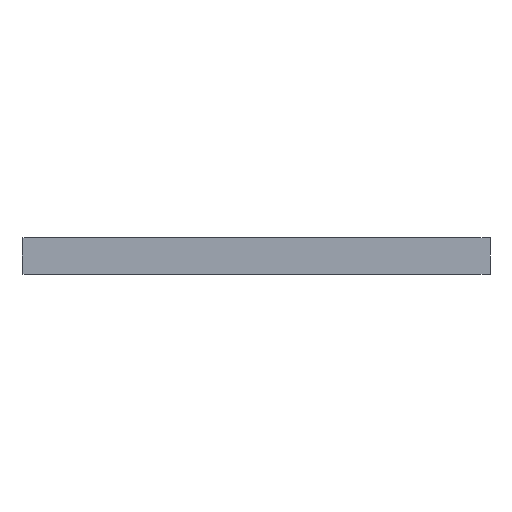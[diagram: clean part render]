
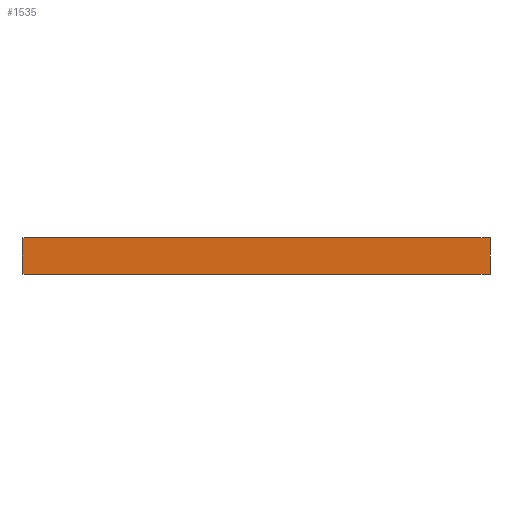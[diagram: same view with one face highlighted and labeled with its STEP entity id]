
A CAD part, front view. The second image highlights one B-rep face of the part: STEP entity #1535.
In plain terms, the highlighted planar face has unit normal (0, -1, 0).
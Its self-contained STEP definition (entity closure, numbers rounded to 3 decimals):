
#83 = PLANE('',#84);
#84 = AXIS2_PLACEMENT_3D('',#85,#86,#87);
#85 = CARTESIAN_POINT('',(148.501,-105.399,1.6));
#86 = DIRECTION('',(0.,0.,1.));
#87 = DIRECTION('',(1.,0.,-0.));
#137 = PLANE('',#138);
#138 = AXIS2_PLACEMENT_3D('',#139,#140,#141);
#139 = CARTESIAN_POINT('',(148.501,-105.399,0.));
#140 = DIRECTION('',(0.,0.,1.));
#141 = DIRECTION('',(1.,0.,-0.));
#170 = PLANE('',#171);
#171 = AXIS2_PLACEMENT_3D('',#172,#173,#174);
#172 = CARTESIAN_POINT('',(158.661,-125.324,0.));
#173 = DIRECTION('',(-1.,0.,0.));
#174 = DIRECTION('',(0.,1.,0.));
#271 = PLANE('',#272);
#272 = AXIS2_PLACEMENT_3D('',#273,#274,#275);
#273 = CARTESIAN_POINT('',(138.341,-87.224,0.));
#274 = DIRECTION('',(1.,0.,-0.));
#275 = DIRECTION('',(0.,-1.,0.));
#311 = VERTEX_POINT('',#312);
#312 = CARTESIAN_POINT('',(138.341,-125.324,0.));
#333 = EDGE_CURVE('',#311,#334,#336,.T.);
#334 = VERTEX_POINT('',#335);
#335 = CARTESIAN_POINT('',(158.661,-125.324,0.));
#336 = SURFACE_CURVE('',#337,(#341,#348),.PCURVE_S1.);
#337 = LINE('',#338,#339);
#338 = CARTESIAN_POINT('',(138.341,-125.324,0.));
#339 = VECTOR('',#340,1.);
#340 = DIRECTION('',(1.,0.,0.));
#341 = PCURVE('',#137,#342);
#342 = DEFINITIONAL_REPRESENTATION('',(#343),#347);
#343 = LINE('',#344,#345);
#344 = CARTESIAN_POINT('',(-10.16,-19.925));
#345 = VECTOR('',#346,1.);
#346 = DIRECTION('',(1.,0.));
#347 = ( GEOMETRIC_REPRESENTATION_CONTEXT(2) 
PARAMETRIC_REPRESENTATION_CONTEXT() REPRESENTATION_CONTEXT('2D SPACE',''
  ) );
#348 = PCURVE('',#349,#354);
#349 = PLANE('',#350);
#350 = AXIS2_PLACEMENT_3D('',#351,#352,#353);
#351 = CARTESIAN_POINT('',(138.341,-125.324,0.));
#352 = DIRECTION('',(0.,1.,0.));
#353 = DIRECTION('',(1.,0.,0.));
#354 = DEFINITIONAL_REPRESENTATION('',(#355),#359);
#355 = LINE('',#356,#357);
#356 = CARTESIAN_POINT('',(0.,0.));
#357 = VECTOR('',#358,1.);
#358 = DIRECTION('',(1.,0.));
#359 = ( GEOMETRIC_REPRESENTATION_CONTEXT(2) 
PARAMETRIC_REPRESENTATION_CONTEXT() REPRESENTATION_CONTEXT('2D SPACE',''
  ) );
#947 = VERTEX_POINT('',#948);
#948 = CARTESIAN_POINT('',(138.341,-125.324,1.6));
#969 = EDGE_CURVE('',#947,#970,#972,.T.);
#970 = VERTEX_POINT('',#971);
#971 = CARTESIAN_POINT('',(158.661,-125.324,1.6));
#972 = SURFACE_CURVE('',#973,(#977,#984),.PCURVE_S1.);
#973 = LINE('',#974,#975);
#974 = CARTESIAN_POINT('',(138.341,-125.324,1.6));
#975 = VECTOR('',#976,1.);
#976 = DIRECTION('',(1.,0.,0.));
#977 = PCURVE('',#83,#978);
#978 = DEFINITIONAL_REPRESENTATION('',(#979),#983);
#979 = LINE('',#980,#981);
#980 = CARTESIAN_POINT('',(-10.16,-19.925));
#981 = VECTOR('',#982,1.);
#982 = DIRECTION('',(1.,0.));
#983 = ( GEOMETRIC_REPRESENTATION_CONTEXT(2) 
PARAMETRIC_REPRESENTATION_CONTEXT() REPRESENTATION_CONTEXT('2D SPACE',''
  ) );
#984 = PCURVE('',#349,#985);
#985 = DEFINITIONAL_REPRESENTATION('',(#986),#990);
#986 = LINE('',#987,#988);
#987 = CARTESIAN_POINT('',(0.,-1.6));
#988 = VECTOR('',#989,1.);
#989 = DIRECTION('',(1.,0.));
#990 = ( GEOMETRIC_REPRESENTATION_CONTEXT(2) 
PARAMETRIC_REPRESENTATION_CONTEXT() REPRESENTATION_CONTEXT('2D SPACE',''
  ) );
#1485 = EDGE_CURVE('',#334,#970,#1486,.T.);
#1486 = SURFACE_CURVE('',#1487,(#1491,#1498),.PCURVE_S1.);
#1487 = LINE('',#1488,#1489);
#1488 = CARTESIAN_POINT('',(158.661,-125.324,0.));
#1489 = VECTOR('',#1490,1.);
#1490 = DIRECTION('',(0.,0.,1.));
#1491 = PCURVE('',#170,#1492);
#1492 = DEFINITIONAL_REPRESENTATION('',(#1493),#1497);
#1493 = LINE('',#1494,#1495);
#1494 = CARTESIAN_POINT('',(0.,0.));
#1495 = VECTOR('',#1496,1.);
#1496 = DIRECTION('',(0.,-1.));
#1497 = ( GEOMETRIC_REPRESENTATION_CONTEXT(2) 
PARAMETRIC_REPRESENTATION_CONTEXT() REPRESENTATION_CONTEXT('2D SPACE',''
  ) );
#1498 = PCURVE('',#349,#1499);
#1499 = DEFINITIONAL_REPRESENTATION('',(#1500),#1504);
#1500 = LINE('',#1501,#1502);
#1501 = CARTESIAN_POINT('',(20.32,0.));
#1502 = VECTOR('',#1503,1.);
#1503 = DIRECTION('',(0.,-1.));
#1504 = ( GEOMETRIC_REPRESENTATION_CONTEXT(2) 
PARAMETRIC_REPRESENTATION_CONTEXT() REPRESENTATION_CONTEXT('2D SPACE',''
  ) );
#1514 = EDGE_CURVE('',#311,#947,#1515,.T.);
#1515 = SURFACE_CURVE('',#1516,(#1520,#1527),.PCURVE_S1.);
#1516 = LINE('',#1517,#1518);
#1517 = CARTESIAN_POINT('',(138.341,-125.324,0.));
#1518 = VECTOR('',#1519,1.);
#1519 = DIRECTION('',(0.,0.,1.));
#1520 = PCURVE('',#271,#1521);
#1521 = DEFINITIONAL_REPRESENTATION('',(#1522),#1526);
#1522 = LINE('',#1523,#1524);
#1523 = CARTESIAN_POINT('',(38.1,0.));
#1524 = VECTOR('',#1525,1.);
#1525 = DIRECTION('',(0.,-1.));
#1526 = ( GEOMETRIC_REPRESENTATION_CONTEXT(2) 
PARAMETRIC_REPRESENTATION_CONTEXT() REPRESENTATION_CONTEXT('2D SPACE',''
  ) );
#1527 = PCURVE('',#349,#1528);
#1528 = DEFINITIONAL_REPRESENTATION('',(#1529),#1533);
#1529 = LINE('',#1530,#1531);
#1530 = CARTESIAN_POINT('',(0.,0.));
#1531 = VECTOR('',#1532,1.);
#1532 = DIRECTION('',(0.,-1.));
#1533 = ( GEOMETRIC_REPRESENTATION_CONTEXT(2) 
PARAMETRIC_REPRESENTATION_CONTEXT() REPRESENTATION_CONTEXT('2D SPACE',''
  ) );
#1535 = ADVANCED_FACE('',(#1536),#349,.F.);
#1536 = FACE_BOUND('',#1537,.F.);
#1537 = EDGE_LOOP('',(#1538,#1539,#1540,#1541));
#1538 = ORIENTED_EDGE('',*,*,#1514,.T.);
#1539 = ORIENTED_EDGE('',*,*,#969,.T.);
#1540 = ORIENTED_EDGE('',*,*,#1485,.F.);
#1541 = ORIENTED_EDGE('',*,*,#333,.F.);
